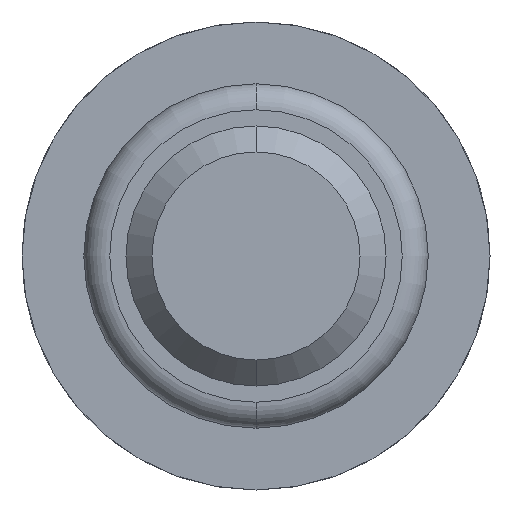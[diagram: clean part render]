
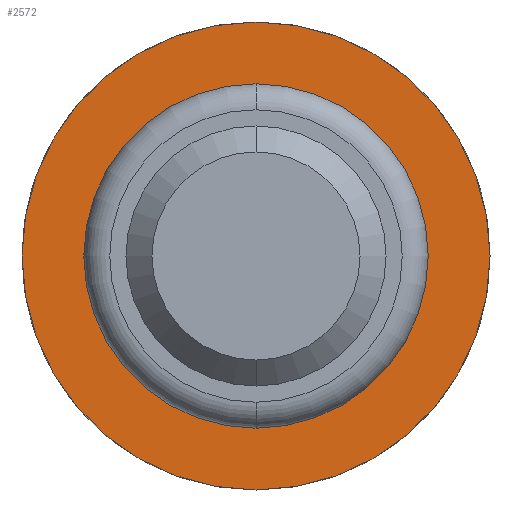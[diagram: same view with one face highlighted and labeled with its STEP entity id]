
A CAD part, front view. The second image highlights one B-rep face of the part: STEP entity #2572.
In plain terms, the highlighted planar face has unit normal (0, -1, 0).
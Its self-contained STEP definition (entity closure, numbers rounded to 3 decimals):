
#115 = DIRECTION ( 'NONE',  ( 0., 1., 0. ) ) ;
#250 = DIRECTION ( 'NONE',  ( 0., 1., 0. ) ) ;
#292 = CARTESIAN_POINT ( 'NONE',  ( 0., -1.8, 0. ) ) ;
#376 = VERTEX_POINT ( 'NONE', #3074 ) ;
#431 = CARTESIAN_POINT ( 'NONE',  ( 1.8, -1.8, 0. ) ) ;
#481 = DIRECTION ( 'NONE',  ( 0., 0., 1. ) ) ;
#499 = CARTESIAN_POINT ( 'NONE',  ( 0., -1.8, 0. ) ) ;
#624 = EDGE_LOOP ( 'NONE', ( #4170, #4884 ) ) ;
#843 = CIRCLE ( 'NONE', #2205, 1.325 ) ;
#863 = DIRECTION ( 'NONE',  ( 0., 1., 0. ) ) ;
#895 = CIRCLE ( 'NONE', #2953, 1.325 ) ;
#1006 = CARTESIAN_POINT ( 'NONE',  ( 0., -1.8, 0. ) ) ;
#1576 = AXIS2_PLACEMENT_3D ( 'NONE', #292, #3201, #3619 ) ;
#1614 = FACE_OUTER_BOUND ( 'NONE', #624, .T. ) ;
#1858 = DIRECTION ( 'NONE',  ( 0., 0., 1. ) ) ;
#1923 = EDGE_CURVE ( 'Defeature ausgef�hrt4_12+Defeature ausgef�hrt4_13+Defeature ausgef�hrt4_13+Defeature ausgef�hrt4_13', #376, #4643, #4951, .T. ) ;
#2205 = AXIS2_PLACEMENT_3D ( 'NONE', #4514, #250, #4081 ) ;
#2222 = EDGE_CURVE ( 'Defeature ausgef�hrt4_12+Defeature ausgef�hrt4_13+Defeature ausgef�hrt4_13+Defeature ausgef�hrt4_13', #4643, #376, #3005, .T. ) ;
#2287 = ORIENTED_EDGE ( 'NONE', *, *, #3541, .T. ) ;
#2572 = ADVANCED_FACE ( 'Defeature ausgef�hrt4_13', ( #1614, #3246 ), #2932, .F. ) ;
#2765 = EDGE_LOOP ( 'NONE', ( #3730, #2287 ) ) ;
#2932 = PLANE ( 'NONE',  #3654 ) ;
#2953 = AXIS2_PLACEMENT_3D ( 'NONE', #499, #3435, #481 ) ;
#3005 = CIRCLE ( 'NONE', #1576, 1.8 ) ;
#3074 = CARTESIAN_POINT ( 'NONE',  ( 0., -1.8, 1.8 ) ) ;
#3174 = EDGE_CURVE ( 'Defeature ausgef�hrt4_13+Defeature ausgef�hrt4_14+Defeature ausgef�hrt4_14+Defeature ausgef�hrt4_14', #4480, #4277, #843, .T. ) ;
#3201 = DIRECTION ( 'NONE',  ( 0., 1., 0. ) ) ;
#3246 = FACE_BOUND ( 'NONE', #2765, .T. ) ;
#3435 = DIRECTION ( 'NONE',  ( 0., 1., 0. ) ) ;
#3541 = EDGE_CURVE ( 'Defeature ausgef�hrt4_13+Defeature ausgef�hrt4_14+Defeature ausgef�hrt4_14+Defeature ausgef�hrt4_14', #4277, #4480, #895, .T. ) ;
#3619 = DIRECTION ( 'NONE',  ( 0., 0., 1. ) ) ;
#3654 = AXIS2_PLACEMENT_3D ( 'NONE', #431, #863, #1858 ) ;
#3730 = ORIENTED_EDGE ( 'NONE', *, *, #3174, .T. ) ;
#3888 = DIRECTION ( 'NONE',  ( 0., 0., 1. ) ) ;
#4050 = CARTESIAN_POINT ( 'NONE',  ( 0., -1.8, -1.8 ) ) ;
#4081 = DIRECTION ( 'NONE',  ( 0., 0., 1. ) ) ;
#4170 = ORIENTED_EDGE ( 'NONE', *, *, #1923, .F. ) ;
#4239 = CARTESIAN_POINT ( 'NONE',  ( 0., -1.8, -1.325 ) ) ;
#4277 = VERTEX_POINT ( 'NONE', #4239 ) ;
#4480 = VERTEX_POINT ( 'NONE', #5199 ) ;
#4514 = CARTESIAN_POINT ( 'NONE',  ( 0., -1.8, 0. ) ) ;
#4640 = AXIS2_PLACEMENT_3D ( 'NONE', #1006, #115, #3888 ) ;
#4643 = VERTEX_POINT ( 'NONE', #4050 ) ;
#4884 = ORIENTED_EDGE ( 'NONE', *, *, #2222, .F. ) ;
#4951 = CIRCLE ( 'NONE', #4640, 1.8 ) ;
#5199 = CARTESIAN_POINT ( 'NONE',  ( 0., -1.8, 1.325 ) ) ;
